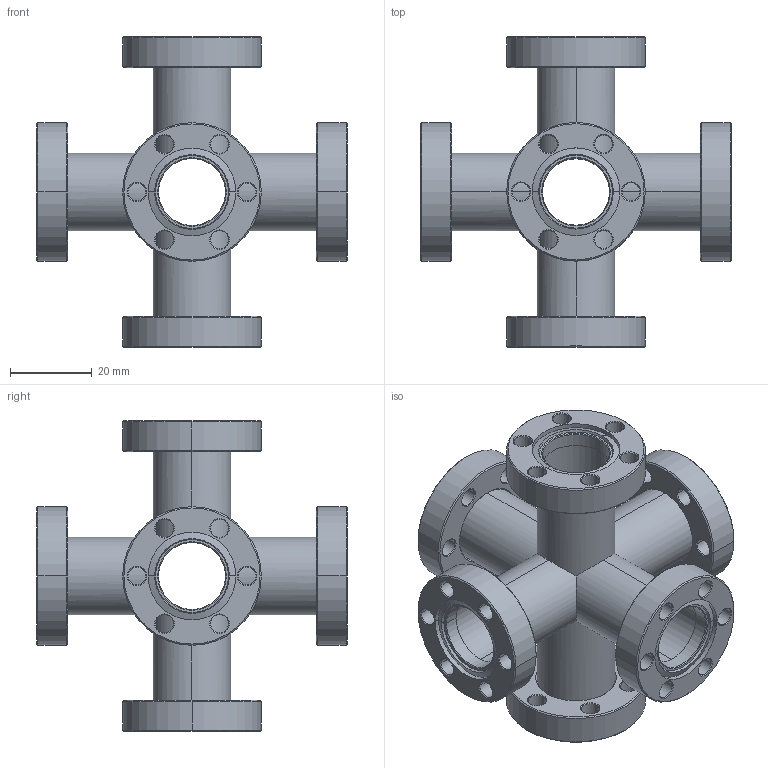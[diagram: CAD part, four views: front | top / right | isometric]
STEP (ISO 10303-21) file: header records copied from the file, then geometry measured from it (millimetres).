
FILE_DESCRIPTION (( 'STEP AP214' ), '1' );
FILE_NAME ('Hositrad_FX6-16-19-Cross.STEP', '2017-05-23T07:21:02', ( 'Gebruiker' ), ( '' ), 'SwSTEP 2.0', 'SolidWorks 2017', '' );
FILE_SCHEMA (( 'AUTOMOTIVE_DESIGN' ));
Length unit declared in the file: millimetre
Products named in the file (3): NW16CF-weld_CF16-19; Equal-6Way-Crosses-All_16-19; Hositrad_FX6-16-19-Cross
Assembly tree (7 placements, depth 2):
  Hositrad_FX6-16-19-Cross
    Equal-6Way-Crosses-All_16-19
    NW16CF-weld_CF16-19  x6
Bounding box: 76.2 x 76.2 x 76.2 mm (x, y, z)
Volume: 33852.2 mm3; surface area: 35794 mm2
Topology: 7 solids, 7 shells, 390 faces, 880 edges, 512 vertices
Faces by surface type: cone 216, cylinder 144, plane 30
Entity records: 2830 total; most frequent: CARTESIAN_POINT 572, DIRECTION 480, ORIENTED_EDGE 440, EDGE_CURVE 220, AXIS2_PLACEMENT_3D 200, VERTEX_POINT 132, EDGE_LOOP 112, CIRCLE 100
